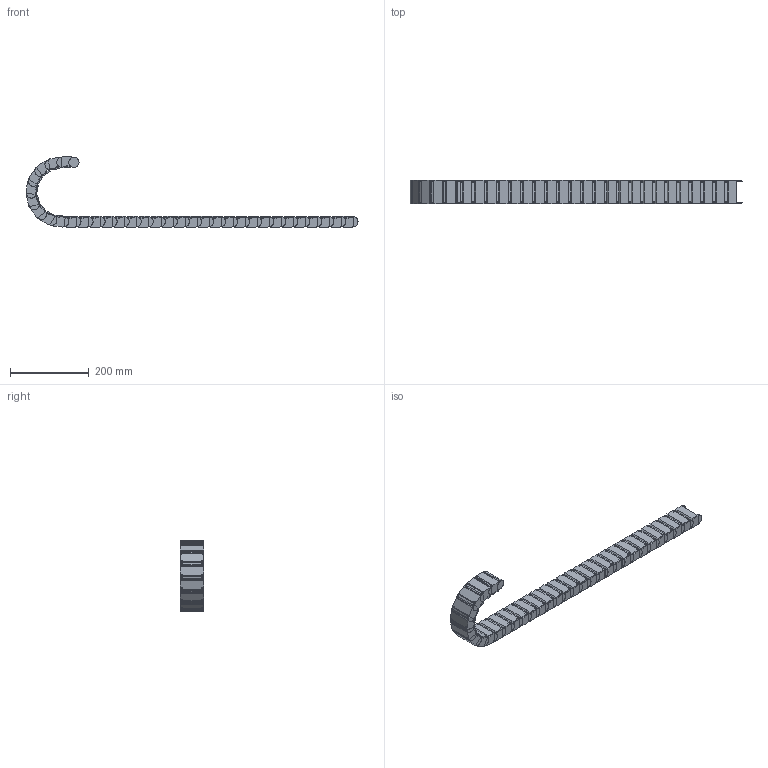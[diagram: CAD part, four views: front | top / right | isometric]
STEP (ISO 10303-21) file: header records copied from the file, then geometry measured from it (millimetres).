
FILE_DESCRIPTION(('HOOPS Exchange Step'),'2;1');
FILE_NAME('export-25B399C4-3859-42A1-8512-2F761859F906.stp','2023-06-15T16:41:01+02:00',('Engineering'),('Alibre'),'HOOPS Exchange 2021.0','Alibre','Unknown authorisation');
FILE_SCHEMA( ('AP242_MANAGED_MODEL_BASED_3D_ENGINEERING_MIM_LF {1 0 10303 442 1 1 4 }') );
Length unit declared in the file: millimetre
Products named in the file (34): 6323-1 IGUS Energychain 117.048.075.0 (33 E-chain links per meter); 6323-2 IGUS Energychain 117.048.075.0 (33 E-chain links per meter); 6323-3 IGUS Energychain 117.048.075.0 (33 E-chain links per meter); 6323-4 IGUS Energychain 117.048.075.0 (33 E-chain links per meter); 6323-5 IGUS Energychain 117.048.075.0 (33 E-chain links per meter); 6323-6 IGUS Energychain 117.048.075.0 (33 E-chain links per meter); 6323-7 IGUS Energychain 117.048.075.0 (33 E-chain links per meter); 6323-8 IGUS Energychain 117.048.075.0 (33 E-chain links per meter); 6323-9 IGUS Energychain 117.048.075.0 (33 E-chain links per meter); 6323-10 IGUS Energychain 117.048.075.0 (33 E-chain links per meter); 6323-11 IGUS Energychain 117.048.075.0 (33 E-chain links per meter); 6323-12 IGUS Energychain 117.048.075.0 (33 E-chain links per meter); 6323-13 IGUS Energychain 117.048.075.0 (33 E-chain links per meter); 6323-14 IGUS Energychain 117.048.075.0 (33 E-chain links per meter); 6323-15 IGUS Energychain 117.048.075.0 (33 E-chain links per meter); 6323-16 IGUS Energychain 117.048.075.0 (33 E-chain links per meter); 6323-17 IGUS Energychain 117.048.075.0 (33 E-chain links per meter); 6323-18 IGUS Energychain 117.048.075.0 (33 E-chain links per meter); 6323-19 IGUS Energychain 117.048.075.0 (33 E-chain links per meter); 6323-20 IGUS Energychain 117.048.075.0 (33 E-chain links per meter); 6323-21 IGUS Energychain 117.048.075.0 (33 E-chain links per meter); 6323-22 IGUS Energychain 117.048.075.0 (33 E-chain links per meter); 6323-23 IGUS Energychain 117.048.075.0 (33 E-chain links per meter); 6323-24 IGUS Energychain 117.048.075.0 (33 E-chain links per meter); 6323-25 IGUS Energychain 117.048.075.0 (33 E-chain links per meter); 6323-26 IGUS Energychain 117.048.075.0 (33 E-chain links per meter); 6323-27 IGUS Energychain 117.048.075.0 (33 E-chain links per meter); 6323-28 IGUS Energychain 117.048.075.0 (33 E-chain links per meter); 6323-29 IGUS Energychain 117.048.075.0 (33 E-chain links per meter); 6323-30 IGUS Energychain 117.048.075.0 (33 E-chain links per meter); 6323-31 IGUS Energychain 117.048.075.0 (33 E-chain links per meter); 6323-32 IGUS Energychain 117.048.075.0 (33 E-chain links per meter); 6323-33 IGUS Energychain 117.048.075.0 (33 E-chain links per meter); 6323 IGUS Energychain 117.048.075.0 (33 E-chain links per meter)
Assembly tree (33 placements, depth 2):
  6323 IGUS Energychain 117.048.075.0 (33 E-chain links per meter)
    6323-1 IGUS Energychain 117.048.075.0 (33 E-chain links per meter)
    6323-2 IGUS Energychain 117.048.075.0 (33 E-chain links per meter)
    6323-3 IGUS Energychain 117.048.075.0 (33 E-chain links per meter)
    6323-4 IGUS Energychain 117.048.075.0 (33 E-chain links per meter)
    6323-5 IGUS Energychain 117.048.075.0 (33 E-chain links per meter)
    6323-6 IGUS Energychain 117.048.075.0 (33 E-chain links per meter)
    6323-7 IGUS Energychain 117.048.075.0 (33 E-chain links per meter)
    6323-8 IGUS Energychain 117.048.075.0 (33 E-chain links per meter)
    6323-9 IGUS Energychain 117.048.075.0 (33 E-chain links per meter)
    6323-10 IGUS Energychain 117.048.075.0 (33 E-chain links per meter)
    6323-11 IGUS Energychain 117.048.075.0 (33 E-chain links per meter)
    6323-12 IGUS Energychain 117.048.075.0 (33 E-chain links per meter)
    6323-13 IGUS Energychain 117.048.075.0 (33 E-chain links per meter)
    6323-14 IGUS Energychain 117.048.075.0 (33 E-chain links per meter)
    6323-15 IGUS Energychain 117.048.075.0 (33 E-chain links per meter)
    6323-16 IGUS Energychain 117.048.075.0 (33 E-chain links per meter)
    6323-17 IGUS Energychain 117.048.075.0 (33 E-chain links per meter)
    6323-18 IGUS Energychain 117.048.075.0 (33 E-chain links per meter)
    6323-19 IGUS Energychain 117.048.075.0 (33 E-chain links per meter)
    6323-20 IGUS Energychain 117.048.075.0 (33 E-chain links per meter)
    6323-21 IGUS Energychain 117.048.075.0 (33 E-chain links per meter)
    6323-22 IGUS Energychain 117.048.075.0 (33 E-chain links per meter)
    6323-23 IGUS Energychain 117.048.075.0 (33 E-chain links per meter)
    6323-24 IGUS Energychain 117.048.075.0 (33 E-chain links per meter)
    6323-25 IGUS Energychain 117.048.075.0 (33 E-chain links per meter)
    6323-26 IGUS Energychain 117.048.075.0 (33 E-chain links per meter)
    6323-27 IGUS Energychain 117.048.075.0 (33 E-chain links per meter)
    6323-28 IGUS Energychain 117.048.075.0 (33 E-chain links per meter)
    6323-29 IGUS Energychain 117.048.075.0 (33 E-chain links per meter)
    6323-30 IGUS Energychain 117.048.075.0 (33 E-chain links per meter)
    6323-31 IGUS Energychain 117.048.075.0 (33 E-chain links per meter)
    6323-32 IGUS Energychain 117.048.075.0 (33 E-chain links per meter)
    6323-33 IGUS Energychain 117.048.075.0 (33 E-chain links per meter)
Bounding box: 840.84 x 60 x 178 mm (x, y, z)
Volume: 670983.8 mm3; surface area: 492288.1 mm2
Topology: 33 solids, 33 shells, 2419 faces, 6831 edges, 4409 vertices
Faces by surface type: plane 1891, cylinder 528
Entity records: 78699 total; most frequent: CARTESIAN_POINT 13763, ORIENTED_EDGE 13662, DIRECTION 13125, EDGE_CURVE 6831, VECTOR 5577, LINE 5577, VERTEX_POINT 4412, AXIS2_PLACEMENT_3D 3774
